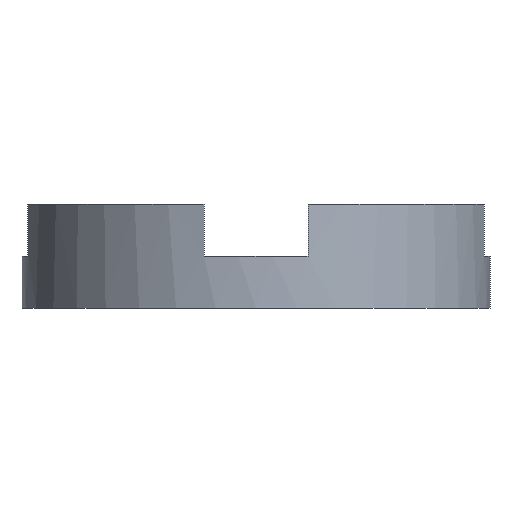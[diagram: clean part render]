
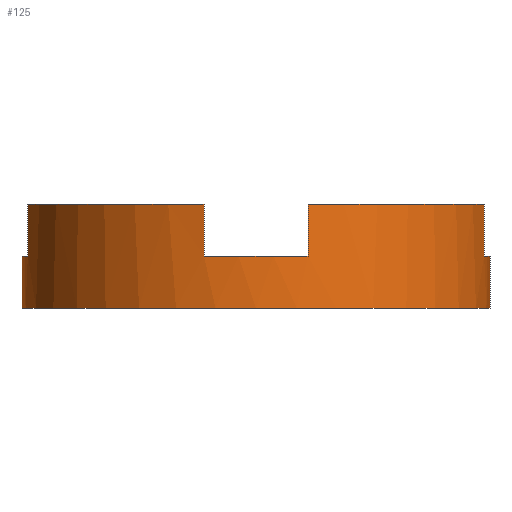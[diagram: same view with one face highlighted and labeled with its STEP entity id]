
A CAD part, front view. The second image highlights one B-rep face of the part: STEP entity #125.
In plain terms, the highlighted cylindrical face has radius 4.5 mm (diameter 9 mm), a partial arc.
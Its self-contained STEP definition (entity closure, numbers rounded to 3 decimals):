
#3 = DIRECTION ( 'NONE',  ( 0., 0., 1. ) ) ;
#10 = CIRCLE ( 'NONE', #609, 4.5 ) ;
#12 = ORIENTED_EDGE ( 'NONE', *, *, #728, .T. ) ;
#16 = EDGE_CURVE ( 'NONE', #642, #689, #493, .T. ) ;
#18 = CARTESIAN_POINT ( 'NONE',  ( 4.387, -1., 1. ) ) ;
#24 = VERTEX_POINT ( 'NONE', #235 ) ;
#25 = EDGE_CURVE ( 'NONE', #383, #689, #608, .T. ) ;
#27 = ORIENTED_EDGE ( 'NONE', *, *, #220, .T. ) ;
#33 = DIRECTION ( 'NONE',  ( -1., 0., 0. ) ) ;
#50 = EDGE_CURVE ( 'NONE', #302, #504, #117, .T. ) ;
#53 = DIRECTION ( 'NONE',  ( 0., 0., 1. ) ) ;
#64 = VERTEX_POINT ( 'NONE', #780 ) ;
#75 = EDGE_CURVE ( 'NONE', #128, #678, #777, .T. ) ;
#79 = CARTESIAN_POINT ( 'NONE',  ( -1., -4.387, 1. ) ) ;
#91 = ORIENTED_EDGE ( 'NONE', *, *, #562, .F. ) ;
#103 = EDGE_CURVE ( 'NONE', #24, #574, #113, .T. ) ;
#106 = DIRECTION ( 'NONE',  ( 1., 0., 0. ) ) ;
#108 = CARTESIAN_POINT ( 'NONE',  ( -4.5, 0., 2. ) ) ;
#113 = LINE ( 'NONE', #108, #747 ) ;
#117 = LINE ( 'NONE', #543, #425 ) ;
#121 = CIRCLE ( 'NONE', #237, 4.5 ) ;
#125 = ADVANCED_FACE ( 'NONE', ( #615 ), #567, .T. ) ;
#128 = VERTEX_POINT ( 'NONE', #18 ) ;
#137 = ORIENTED_EDGE ( 'NONE', *, *, #781, .T. ) ;
#150 = AXIS2_PLACEMENT_3D ( 'NONE', #339, #760, #663 ) ;
#155 = ORIENTED_EDGE ( 'NONE', *, *, #50, .F. ) ;
#158 = CARTESIAN_POINT ( 'NONE',  ( 0., 0., 1. ) ) ;
#165 = CARTESIAN_POINT ( 'NONE',  ( -1., -4.387, 2. ) ) ;
#172 = AXIS2_PLACEMENT_3D ( 'NONE', #158, #513, #33 ) ;
#179 = DIRECTION ( 'NONE',  ( 0., 0., -1. ) ) ;
#184 = CARTESIAN_POINT ( 'NONE',  ( 1., -4.387, 2. ) ) ;
#190 = ORIENTED_EDGE ( 'NONE', *, *, #103, .T. ) ;
#191 = CARTESIAN_POINT ( 'NONE',  ( 0., 0., 1. ) ) ;
#192 = DIRECTION ( 'NONE',  ( -1., 0., 0. ) ) ;
#194 = ORIENTED_EDGE ( 'NONE', *, *, #243, .T. ) ;
#219 = CARTESIAN_POINT ( 'NONE',  ( 1., -4.387, 2. ) ) ;
#220 = EDGE_CURVE ( 'NONE', #302, #128, #682, .T. ) ;
#235 = CARTESIAN_POINT ( 'NONE',  ( -4.5, 0., 1. ) ) ;
#237 = AXIS2_PLACEMENT_3D ( 'NONE', #191, #424, #368 ) ;
#243 = EDGE_CURVE ( 'NONE', #574, #504, #10, .T. ) ;
#250 = CARTESIAN_POINT ( 'NONE',  ( -1., -4.387, 2. ) ) ;
#262 = ORIENTED_EDGE ( 'NONE', *, *, #25, .T. ) ;
#279 = AXIS2_PLACEMENT_3D ( 'NONE', #299, #486, #106 ) ;
#288 = VERTEX_POINT ( 'NONE', #524 ) ;
#298 = VECTOR ( 'NONE', #53, 1000. ) ;
#299 = CARTESIAN_POINT ( 'NONE',  ( 0., 0., 2. ) ) ;
#302 = VERTEX_POINT ( 'NONE', #685 ) ;
#303 = EDGE_CURVE ( 'NONE', #64, #383, #528, .T. ) ;
#309 = DIRECTION ( 'NONE',  ( -1., 0., 0. ) ) ;
#313 = VECTOR ( 'NONE', #741, 1000. ) ;
#325 = ORIENTED_EDGE ( 'NONE', *, *, #303, .T. ) ;
#331 = VERTEX_POINT ( 'NONE', #219 ) ;
#339 = CARTESIAN_POINT ( 'NONE',  ( 0., 0., 2. ) ) ;
#364 = CARTESIAN_POINT ( 'NONE',  ( -4.387, -1., 2. ) ) ;
#368 = DIRECTION ( 'NONE',  ( -1., 0., 0. ) ) ;
#372 = DIRECTION ( 'NONE',  ( 1., 0., 0. ) ) ;
#383 = VERTEX_POINT ( 'NONE', #79 ) ;
#409 = ORIENTED_EDGE ( 'NONE', *, *, #75, .T. ) ;
#415 = AXIS2_PLACEMENT_3D ( 'NONE', #738, #427, #192 ) ;
#424 = DIRECTION ( 'NONE',  ( 0., 0., -1. ) ) ;
#425 = VECTOR ( 'NONE', #489, 1000. ) ;
#427 = DIRECTION ( 'NONE',  ( 0., 0., -1. ) ) ;
#466 = CARTESIAN_POINT ( 'NONE',  ( -4.5, 0., 0. ) ) ;
#470 = VECTOR ( 'NONE', #3, 1000. ) ;
#478 = DIRECTION ( 'NONE',  ( 0., 0., -1. ) ) ;
#485 = VECTOR ( 'NONE', #179, 1000. ) ;
#486 = DIRECTION ( 'NONE',  ( 0., 0., 1. ) ) ;
#489 = DIRECTION ( 'NONE',  ( 0., 0., -1. ) ) ;
#493 = CIRCLE ( 'NONE', #279, 4.5 ) ;
#502 = LINE ( 'NONE', #364, #313 ) ;
#504 = VERTEX_POINT ( 'NONE', #661 ) ;
#511 = CIRCLE ( 'NONE', #150, 4.5 ) ;
#513 = DIRECTION ( 'NONE',  ( 0., 0., -1. ) ) ;
#524 = CARTESIAN_POINT ( 'NONE',  ( -4.387, -1., 1. ) ) ;
#528 = CIRCLE ( 'NONE', #172, 4.5 ) ;
#531 = ORIENTED_EDGE ( 'NONE', *, *, #16, .F. ) ;
#543 = CARTESIAN_POINT ( 'NONE',  ( 4.5, 0., 2. ) ) ;
#548 = CARTESIAN_POINT ( 'NONE',  ( 4.387, -1., 2. ) ) ;
#556 = DIRECTION ( 'NONE',  ( 0., 0., -1. ) ) ;
#562 = EDGE_CURVE ( 'NONE', #331, #678, #511, .T. ) ;
#567 = CYLINDRICAL_SURFACE ( 'NONE', #659, 4.5 ) ;
#574 = VERTEX_POINT ( 'NONE', #466 ) ;
#608 = LINE ( 'NONE', #165, #470 ) ;
#609 = AXIS2_PLACEMENT_3D ( 'NONE', #688, #671, #372 ) ;
#615 = FACE_OUTER_BOUND ( 'NONE', #672, .T. ) ;
#642 = VERTEX_POINT ( 'NONE', #770 ) ;
#659 = AXIS2_PLACEMENT_3D ( 'NONE', #674, #556, #309 ) ;
#661 = CARTESIAN_POINT ( 'NONE',  ( 4.5, 0., 0. ) ) ;
#663 = DIRECTION ( 'NONE',  ( 1., 0., 0. ) ) ;
#666 = CARTESIAN_POINT ( 'NONE',  ( 4.387, -1., 2. ) ) ;
#671 = DIRECTION ( 'NONE',  ( 0., 0., 1. ) ) ;
#672 = EDGE_LOOP ( 'NONE', ( #155, #27, #409, #91, #12, #325, #262, #531, #736, #137, #190, #194 ) ) ;
#674 = CARTESIAN_POINT ( 'NONE',  ( 0., 0., 2. ) ) ;
#678 = VERTEX_POINT ( 'NONE', #548 ) ;
#682 = CIRCLE ( 'NONE', #415, 4.5 ) ;
#685 = CARTESIAN_POINT ( 'NONE',  ( 4.5, 0., 1. ) ) ;
#688 = CARTESIAN_POINT ( 'NONE',  ( 0., 0., 0. ) ) ;
#689 = VERTEX_POINT ( 'NONE', #250 ) ;
#728 = EDGE_CURVE ( 'NONE', #331, #64, #729, .T. ) ;
#729 = LINE ( 'NONE', #184, #485 ) ;
#736 = ORIENTED_EDGE ( 'NONE', *, *, #757, .T. ) ;
#738 = CARTESIAN_POINT ( 'NONE',  ( 0., 0., 1. ) ) ;
#741 = DIRECTION ( 'NONE',  ( 0., 0., -1. ) ) ;
#747 = VECTOR ( 'NONE', #478, 1000. ) ;
#757 = EDGE_CURVE ( 'NONE', #642, #288, #502, .T. ) ;
#760 = DIRECTION ( 'NONE',  ( 0., 0., 1. ) ) ;
#770 = CARTESIAN_POINT ( 'NONE',  ( -4.387, -1., 2. ) ) ;
#777 = LINE ( 'NONE', #666, #298 ) ;
#780 = CARTESIAN_POINT ( 'NONE',  ( 1., -4.387, 1. ) ) ;
#781 = EDGE_CURVE ( 'NONE', #288, #24, #121, .T. ) ;
